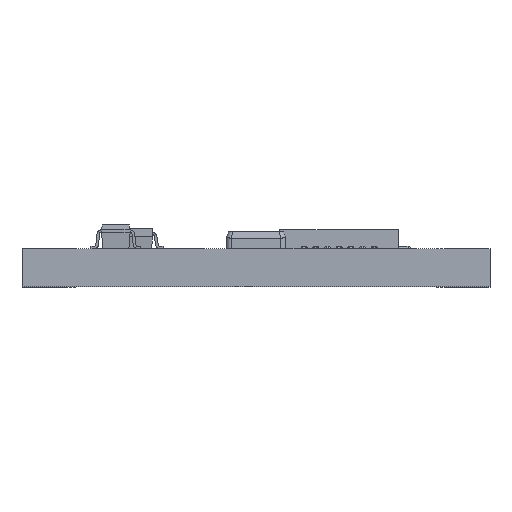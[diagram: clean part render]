
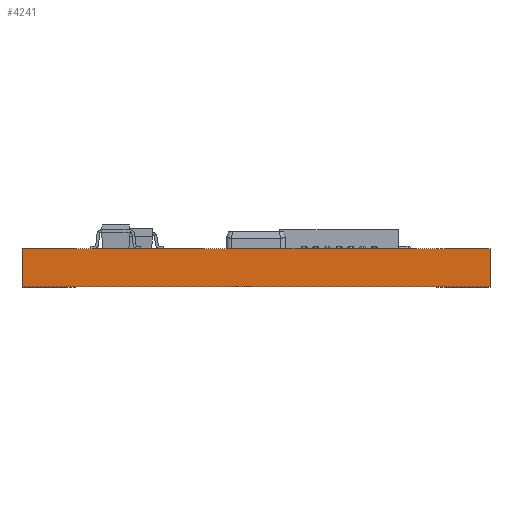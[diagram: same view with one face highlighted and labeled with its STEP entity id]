
A CAD part, front view. The second image highlights one B-rep face of the part: STEP entity #4241.
In plain terms, the highlighted planar face has unit normal (0, -1, 0).
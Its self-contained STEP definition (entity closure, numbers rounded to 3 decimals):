
#448 = VERTEX_POINT('',#449);
#449 = CARTESIAN_POINT('',(9.85,-8.05,0.01));
#455 = EDGE_CURVE('',#448,#456,#458,.T.);
#456 = VERTEX_POINT('',#457);
#457 = CARTESIAN_POINT('',(-9.85,-8.05,0.01));
#458 = LINE('',#459,#460);
#459 = CARTESIAN_POINT('',(9.85,-8.05,0.01));
#460 = VECTOR('',#461,1.);
#461 = DIRECTION('',(-1.,0.,0.));
#1015 = VERTEX_POINT('',#1016);
#1016 = CARTESIAN_POINT('',(9.85,-8.05,1.61));
#1022 = EDGE_CURVE('',#1015,#1023,#1025,.T.);
#1023 = VERTEX_POINT('',#1024);
#1024 = CARTESIAN_POINT('',(-9.85,-8.05,1.61));
#1025 = LINE('',#1026,#1027);
#1026 = CARTESIAN_POINT('',(9.85,-8.05,1.61));
#1027 = VECTOR('',#1028,1.);
#1028 = DIRECTION('',(-1.,0.,0.));
#4224 = EDGE_CURVE('',#456,#1023,#4225,.T.);
#4225 = LINE('',#4226,#4227);
#4226 = CARTESIAN_POINT('',(-9.85,-8.05,0.01));
#4227 = VECTOR('',#4228,1.);
#4228 = DIRECTION('',(0.,0.,1.));
#4241 = ADVANCED_FACE('',(#4242),#4253,.T.);
#4242 = FACE_BOUND('',#4243,.T.);
#4243 = EDGE_LOOP('',(#4244,#4250,#4251,#4252));
#4244 = ORIENTED_EDGE('',*,*,#4245,.T.);
#4245 = EDGE_CURVE('',#448,#1015,#4246,.T.);
#4246 = LINE('',#4247,#4248);
#4247 = CARTESIAN_POINT('',(9.85,-8.05,0.01));
#4248 = VECTOR('',#4249,1.);
#4249 = DIRECTION('',(0.,0.,1.));
#4250 = ORIENTED_EDGE('',*,*,#1022,.T.);
#4251 = ORIENTED_EDGE('',*,*,#4224,.F.);
#4252 = ORIENTED_EDGE('',*,*,#455,.F.);
#4253 = PLANE('',#4254);
#4254 = AXIS2_PLACEMENT_3D('',#4255,#4256,#4257);
#4255 = CARTESIAN_POINT('',(9.85,-8.05,0.01));
#4256 = DIRECTION('',(0.,-1.,0.));
#4257 = DIRECTION('',(-1.,0.,0.));
